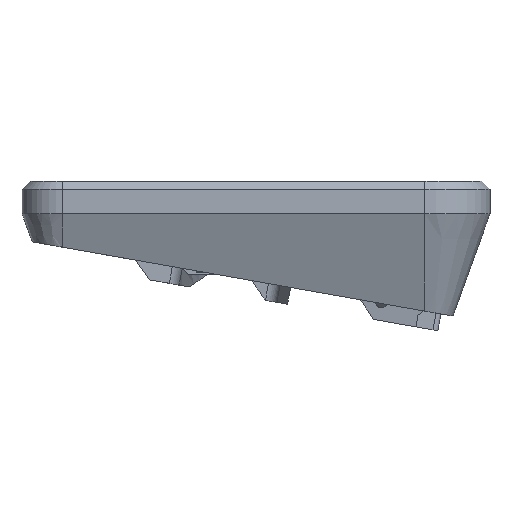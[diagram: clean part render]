
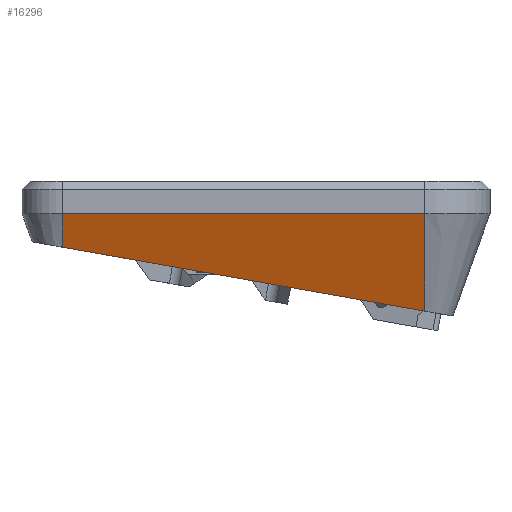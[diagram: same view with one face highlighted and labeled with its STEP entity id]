
A CAD part, front view. The second image highlights one B-rep face of the part: STEP entity #16296.
In plain terms, the highlighted planar face has unit normal (0, -0.94, -0.342).
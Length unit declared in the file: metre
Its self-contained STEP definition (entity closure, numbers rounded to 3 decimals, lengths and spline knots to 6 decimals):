
#970=LINE('',#24886,#2684);
#979=LINE('',#24909,#2693);
#980=LINE('',#24911,#2694);
#981=LINE('',#24913,#2695);
#2684=VECTOR('',#19314,1.);
#2693=VECTOR('',#19337,1.);
#2694=VECTOR('',#19338,1.);
#2695=VECTOR('',#19339,1.);
#4099=PLANE('',#17276);
#5682=ORIENTED_EDGE('',*,*,#10414,.T.);
#5683=ORIENTED_EDGE('',*,*,#10426,.F.);
#5684=ORIENTED_EDGE('',*,*,#10427,.T.);
#5685=ORIENTED_EDGE('',*,*,#10428,.F.);
#10414=EDGE_CURVE('',#12786,#12785,#970,.T.);
#10426=EDGE_CURVE('',#12793,#12785,#979,.T.);
#10427=EDGE_CURVE('',#12793,#12794,#980,.T.);
#10428=EDGE_CURVE('',#12786,#12794,#981,.T.);
#12785=VERTEX_POINT('',#24885);
#12786=VERTEX_POINT('',#24887);
#12793=VERTEX_POINT('',#24910);
#12794=VERTEX_POINT('',#24912);
#14312=EDGE_LOOP('',(#5682,#5683,#5684,#5685));
#15298=FACE_BOUND('',#14312,.T.);
#16296=ADVANCED_FACE('',(#15298),#4099,.T.);
#17276=AXIS2_PLACEMENT_3D('',#24908,#19335,#19336);
#19314=DIRECTION('',(0.,-0.342,0.94));
#19335=DIRECTION('',(0.,-0.94,-0.342));
#19336=DIRECTION('',(1.,0.,0.));
#19337=DIRECTION('',(1.,0.,0.));
#19338=DIRECTION('',(0.,0.342,-0.94));
#19339=DIRECTION('',(-0.983,-0.063,0.173));
#24885=CARTESIAN_POINT('',(0.0751,-0.05334,0.0236));
#24886=CARTESIAN_POINT('',(0.0751,-0.047153,0.0066));
#24887=CARTESIAN_POINT('',(0.0751,-0.044647,-0.000285));
#24908=CARTESIAN_POINT('',(0.0381,-0.047153,0.0066));
#24909=CARTESIAN_POINT('',(0.0751,-0.05334,0.0236));
#24910=CARTESIAN_POINT('',(-0.0139,-0.05334,0.0236));
#24911=CARTESIAN_POINT('',(-0.0139,-0.05334,0.0236));
#24912=CARTESIAN_POINT('',(-0.0139,-0.050358,0.015408));
#24913=CARTESIAN_POINT('',(0.03803,-0.047026,0.006251));
